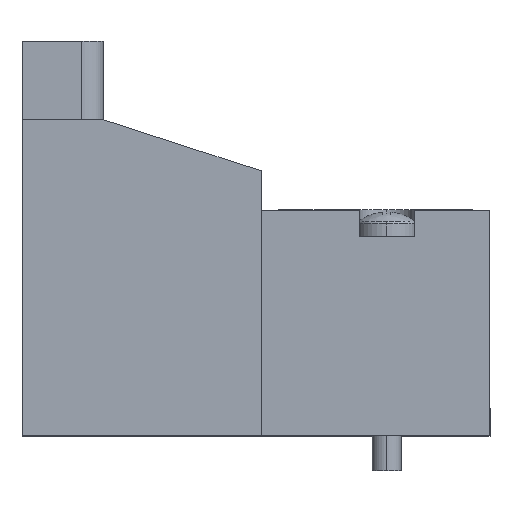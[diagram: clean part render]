
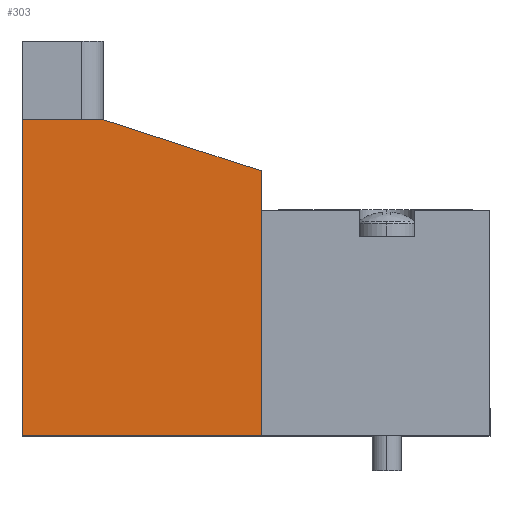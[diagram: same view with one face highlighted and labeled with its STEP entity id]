
A CAD part, top view. The second image highlights one B-rep face of the part: STEP entity #303.
In plain terms, the highlighted planar face has unit normal (0, 0, 1).
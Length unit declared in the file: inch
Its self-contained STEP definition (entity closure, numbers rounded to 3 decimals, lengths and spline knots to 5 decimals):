
#6 = CARTESIAN_POINT ( 'NONE',  ( -1.07, 0., 0. ) ) ;
#115 = VERTEX_POINT ( 'NONE', #657 ) ;
#230 = EDGE_CURVE ( 'NONE', #4566, #115, #4437, .T. ) ;
#303 = ADVANCED_FACE ( 'NONE', ( #723 ), #5039, .T. ) ;
#408 = DIRECTION ( 'NONE',  ( -1., 0., 0. ) ) ;
#425 = VERTEX_POINT ( 'NONE', #4757 ) ;
#549 = LINE ( 'NONE', #911, #3949 ) ;
#657 = CARTESIAN_POINT ( 'NONE',  ( -0.523, 0.606, 0. ) ) ;
#667 = CARTESIAN_POINT ( 'NONE',  ( -1.07, 0.723, 0. ) ) ;
#723 = FACE_OUTER_BOUND ( 'NONE', #1607, .T. ) ;
#911 = CARTESIAN_POINT ( 'NONE',  ( -1.07, 0., 0. ) ) ;
#1228 = AXIS2_PLACEMENT_3D ( 'NONE', #3890, #2041, #1659 ) ;
#1535 = EDGE_CURVE ( 'NONE', #4566, #3735, #1575, .T. ) ;
#1575 = LINE ( 'NONE', #5060, #4466 ) ;
#1607 = EDGE_LOOP ( 'NONE', ( #3082, #2709, #2060, #1831, #3143 ) ) ;
#1659 = DIRECTION ( 'NONE',  ( 1., 0., 0. ) ) ;
#1682 = DIRECTION ( 'NONE',  ( 0.951, -0.308, 0. ) ) ;
#1719 = EDGE_CURVE ( 'NONE', #425, #115, #4883, .T. ) ;
#1831 = ORIENTED_EDGE ( 'NONE', *, *, #1719, .F. ) ;
#2041 = DIRECTION ( 'NONE',  ( 0., 0., 1. ) ) ;
#2060 = ORIENTED_EDGE ( 'NONE', *, *, #230, .T. ) ;
#2709 = ORIENTED_EDGE ( 'NONE', *, *, #1535, .F. ) ;
#2741 = CARTESIAN_POINT ( 'NONE',  ( -0.523, 0., 0. ) ) ;
#2942 = VECTOR ( 'NONE', #1682, 39.37008 ) ;
#3082 = ORIENTED_EDGE ( 'NONE', *, *, #4639, .F. ) ;
#3143 = ORIENTED_EDGE ( 'NONE', *, *, #3604, .F. ) ;
#3223 = CARTESIAN_POINT ( 'NONE',  ( -0.523, 0.606, 0. ) ) ;
#3247 = DIRECTION ( 'NONE',  ( 0., 1., 0. ) ) ;
#3270 = VECTOR ( 'NONE', #4636, 39.37008 ) ;
#3604 = EDGE_CURVE ( 'NONE', #4895, #425, #3924, .T. ) ;
#3735 = VERTEX_POINT ( 'NONE', #6 ) ;
#3750 = VECTOR ( 'NONE', #4994, 39.37008 ) ;
#3817 = CARTESIAN_POINT ( 'NONE',  ( -0.884, 0.723, 0. ) ) ;
#3835 = CARTESIAN_POINT ( 'NONE',  ( -0.523, 0., 0. ) ) ;
#3890 = CARTESIAN_POINT ( 'NONE',  ( -0.523, 0., 0. ) ) ;
#3924 = LINE ( 'NONE', #3817, #3270 ) ;
#3949 = VECTOR ( 'NONE', #3247, 39.37008 ) ;
#4437 = LINE ( 'NONE', #3835, #3750 ) ;
#4466 = VECTOR ( 'NONE', #408, 39.37008 ) ;
#4566 = VERTEX_POINT ( 'NONE', #2741 ) ;
#4636 = DIRECTION ( 'NONE',  ( 1., 0., 0. ) ) ;
#4639 = EDGE_CURVE ( 'NONE', #3735, #4895, #549, .T. ) ;
#4757 = CARTESIAN_POINT ( 'NONE',  ( -0.884, 0.723, 0. ) ) ;
#4883 = LINE ( 'NONE', #3223, #2942 ) ;
#4895 = VERTEX_POINT ( 'NONE', #667 ) ;
#4994 = DIRECTION ( 'NONE',  ( 0., 1., 0. ) ) ;
#5039 = PLANE ( 'NONE',  #1228 ) ;
#5060 = CARTESIAN_POINT ( 'NONE',  ( -0.523, 0., 0. ) ) ;
